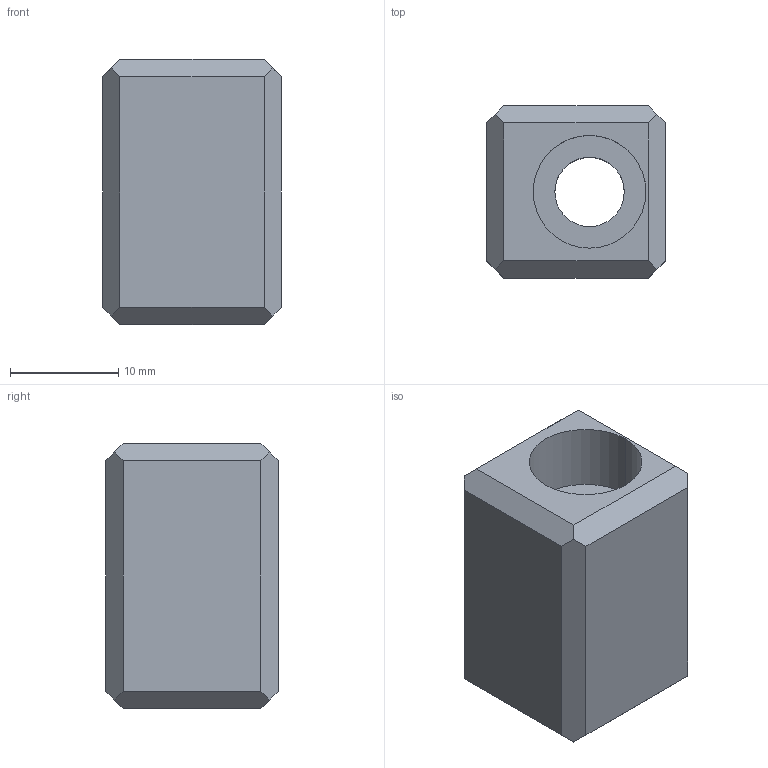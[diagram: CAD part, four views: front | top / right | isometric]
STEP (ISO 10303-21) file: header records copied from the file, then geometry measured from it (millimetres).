
FILE_DESCRIPTION(('STEP AP214'),'1');
FILE_NAME(' ',' ',('TraceParts'),('TraceParts S.A.'),'XStep 1.0',' ',' ');
FILE_SCHEMA(('automotive_design'));
Length unit declared in the file: millimetre
Products named in the file (1): 1
Bounding box: 16.5 x 15.9 x 24.5 mm (x, y, z)
Volume: 5045.4 mm3; surface area: 2401.4 mm2
Topology: 1 solids, 1 shells, 23 faces, 60 edges, 40 vertices
Faces by surface type: plane 19, cylinder 4
Entity records: 1414 total; most frequent: STYLED_ITEM 124, PRESENTATION_STYLE_ASSIGNMENT 124, CARTESIAN_POINT 124, COLOUR_RGB 124, ORIENTED_EDGE 120, DIRECTION 116, EDGE_CURVE 60, CURVE_STYLE 60
